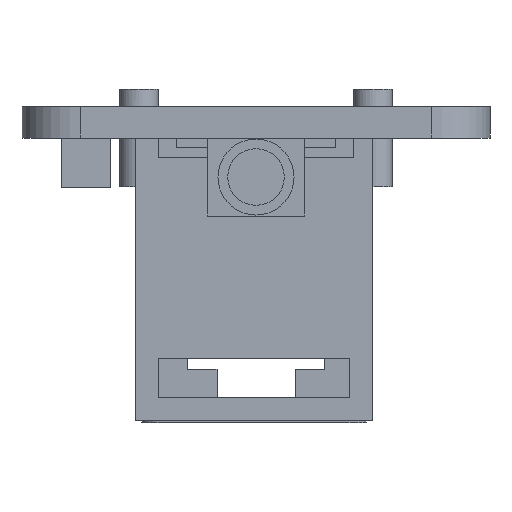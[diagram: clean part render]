
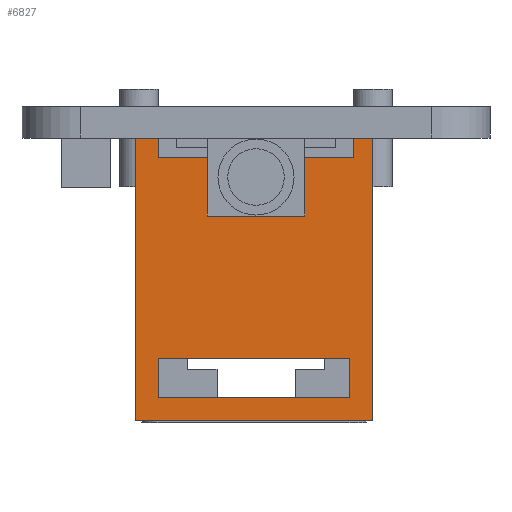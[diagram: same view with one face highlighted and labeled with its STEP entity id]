
A CAD part, left-side view. The second image highlights one B-rep face of the part: STEP entity #6827.
In plain terms, the highlighted planar face has unit normal (-1, 0, 0).
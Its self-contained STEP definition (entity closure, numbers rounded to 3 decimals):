
#5 = ORIENTED_EDGE ( 'NONE', *, *, #817, .F. ) ;
#46 = VERTEX_POINT ( 'NONE', #787 ) ;
#156 = LINE ( 'NONE', #3057, #5768 ) ;
#167 = ORIENTED_EDGE ( 'NONE', *, *, #4871, .F. ) ;
#189 = VERTEX_POINT ( 'NONE', #2047 ) ;
#329 = DIRECTION ( 'NONE',  ( 0., -1., 0. ) ) ;
#480 = CARTESIAN_POINT ( 'NONE',  ( 14.46, 5., -0.8 ) ) ;
#493 = LINE ( 'NONE', #4620, #6076 ) ;
#559 = VECTOR ( 'NONE', #1342, 1000. ) ;
#618 = ORIENTED_EDGE ( 'NONE', *, *, #2209, .T. ) ;
#771 = VECTOR ( 'NONE', #5894, 1000. ) ;
#787 = CARTESIAN_POINT ( 'NONE',  ( 14.46, -4.8, -12.1 ) ) ;
#808 = DIRECTION ( 'NONE',  ( 0., 0., -1. ) ) ;
#817 = EDGE_CURVE ( 'NONE', #3860, #3003, #5744, .T. ) ;
#831 = CARTESIAN_POINT ( 'NONE',  ( 14.46, 5., -1.8 ) ) ;
#971 = VERTEX_POINT ( 'NONE', #6926 ) ;
#974 = VERTEX_POINT ( 'NONE', #5329 ) ;
#1132 = DIRECTION ( 'NONE',  ( 0., 1., 0. ) ) ;
#1211 = CARTESIAN_POINT ( 'NONE',  ( 14.46, 6.2, -0.8 ) ) ;
#1217 = VERTEX_POINT ( 'NONE', #5018 ) ;
#1342 = DIRECTION ( 'NONE',  ( 0., -1., 0. ) ) ;
#1367 = DIRECTION ( 'NONE',  ( 0., -1., 0. ) ) ;
#1500 = EDGE_CURVE ( 'NONE', #1217, #46, #5989, .T. ) ;
#1573 = VERTEX_POINT ( 'NONE', #2445 ) ;
#1675 = VECTOR ( 'NONE', #3495, 1000. ) ;
#1762 = DIRECTION ( 'NONE',  ( 0., 0., 1. ) ) ;
#1877 = VECTOR ( 'NONE', #2674, 1000. ) ;
#1949 = CARTESIAN_POINT ( 'NONE',  ( 14.46, 5., -1.8 ) ) ;
#1979 = ORIENTED_EDGE ( 'NONE', *, *, #5749, .F. ) ;
#2023 = CARTESIAN_POINT ( 'NONE',  ( 14.46, 5., -14.1 ) ) ;
#2047 = CARTESIAN_POINT ( 'NONE',  ( 14.46, -5., -0.8 ) ) ;
#2103 = VECTOR ( 'NONE', #5531, 1000. ) ;
#2106 = VECTOR ( 'NONE', #5906, 1000. ) ;
#2107 = CARTESIAN_POINT ( 'NONE',  ( 14.46, 6.2, -0.8 ) ) ;
#2201 = LINE ( 'NONE', #6013, #4925 ) ;
#2209 = EDGE_CURVE ( 'NONE', #1573, #5698, #4751, .T. ) ;
#2218 = LINE ( 'NONE', #5354, #771 ) ;
#2445 = CARTESIAN_POINT ( 'NONE',  ( 14.46, 6.2, -15.3 ) ) ;
#2624 = FACE_OUTER_BOUND ( 'NONE', #3607, .T. ) ;
#2674 = DIRECTION ( 'NONE',  ( 0., 0., -1. ) ) ;
#2757 = CARTESIAN_POINT ( 'NONE',  ( 14.46, -6., -15.3 ) ) ;
#2871 = LINE ( 'NONE', #2107, #2106 ) ;
#2891 = DIRECTION ( 'NONE',  ( 0., 0., -1. ) ) ;
#2960 = CARTESIAN_POINT ( 'NONE',  ( 14.46, 5., -12.1 ) ) ;
#3003 = VERTEX_POINT ( 'NONE', #6346 ) ;
#3057 = CARTESIAN_POINT ( 'NONE',  ( 14.46, -5., -1.8 ) ) ;
#3084 = DIRECTION ( 'NONE',  ( 0., 0., 1. ) ) ;
#3341 = LINE ( 'NONE', #480, #1877 ) ;
#3423 = EDGE_CURVE ( 'NONE', #189, #974, #2871, .T. ) ;
#3495 = DIRECTION ( 'NONE',  ( 0., 0., 1. ) ) ;
#3511 = CARTESIAN_POINT ( 'NONE',  ( 14.46, 6.2, -0.8 ) ) ;
#3607 = EDGE_LOOP ( 'NONE', ( #5047, #5, #167, #5684, #6182, #618, #4541, #5098 ) ) ;
#3642 = LINE ( 'NONE', #3511, #559 ) ;
#3860 = VERTEX_POINT ( 'NONE', #831 ) ;
#3958 = EDGE_LOOP ( 'NONE', ( #4932, #6312, #6117, #1979 ) ) ;
#4083 = CARTESIAN_POINT ( 'NONE',  ( 14.46, 6.2, -15.3 ) ) ;
#4461 = PLANE ( 'NONE',  #6459 ) ;
#4541 = ORIENTED_EDGE ( 'NONE', *, *, #6304, .F. ) ;
#4556 = EDGE_CURVE ( 'NONE', #5174, #5519, #493, .T. ) ;
#4565 = VECTOR ( 'NONE', #1367, 1000. ) ;
#4620 = CARTESIAN_POINT ( 'NONE',  ( 14.46, 5., -14.1 ) ) ;
#4751 = LINE ( 'NONE', #4083, #4565 ) ;
#4755 = CARTESIAN_POINT ( 'NONE',  ( 14.46, 5., -0.8 ) ) ;
#4817 = EDGE_CURVE ( 'NONE', #5519, #1217, #2218, .T. ) ;
#4871 = EDGE_CURVE ( 'NONE', #6628, #3860, #3341, .T. ) ;
#4925 = VECTOR ( 'NONE', #1132, 1000. ) ;
#4932 = ORIENTED_EDGE ( 'NONE', *, *, #1500, .F. ) ;
#4983 = LINE ( 'NONE', #4994, #2103 ) ;
#4994 = CARTESIAN_POINT ( 'NONE',  ( 14.46, -6., -0.8 ) ) ;
#5007 = DIRECTION ( 'NONE',  ( -1., 0., 0. ) ) ;
#5018 = CARTESIAN_POINT ( 'NONE',  ( 14.46, -4.8, -14.1 ) ) ;
#5047 = ORIENTED_EDGE ( 'NONE', *, *, #5447, .F. ) ;
#5057 = CARTESIAN_POINT ( 'NONE',  ( 14.46, 6.2, -0.8 ) ) ;
#5098 = ORIENTED_EDGE ( 'NONE', *, *, #3423, .F. ) ;
#5174 = VERTEX_POINT ( 'NONE', #2960 ) ;
#5329 = CARTESIAN_POINT ( 'NONE',  ( 14.46, -6., -0.8 ) ) ;
#5354 = CARTESIAN_POINT ( 'NONE',  ( 14.46, -4.8, -14.1 ) ) ;
#5447 = EDGE_CURVE ( 'NONE', #3003, #189, #156, .T. ) ;
#5489 = FACE_BOUND ( 'NONE', #3958, .T. ) ;
#5519 = VERTEX_POINT ( 'NONE', #2023 ) ;
#5531 = DIRECTION ( 'NONE',  ( 0., 0., -1. ) ) ;
#5568 = VECTOR ( 'NONE', #329, 1000. ) ;
#5684 = ORIENTED_EDGE ( 'NONE', *, *, #6523, .F. ) ;
#5698 = VERTEX_POINT ( 'NONE', #2757 ) ;
#5744 = LINE ( 'NONE', #1949, #5568 ) ;
#5749 = EDGE_CURVE ( 'NONE', #46, #5174, #2201, .T. ) ;
#5768 = VECTOR ( 'NONE', #3084, 1000. ) ;
#5894 = DIRECTION ( 'NONE',  ( 0., -1., 0. ) ) ;
#5906 = DIRECTION ( 'NONE',  ( 0., -1., 0. ) ) ;
#5989 = LINE ( 'NONE', #6701, #1675 ) ;
#6013 = CARTESIAN_POINT ( 'NONE',  ( 14.46, -4.8, -12.1 ) ) ;
#6076 = VECTOR ( 'NONE', #808, 1000. ) ;
#6117 = ORIENTED_EDGE ( 'NONE', *, *, #4556, .F. ) ;
#6182 = ORIENTED_EDGE ( 'NONE', *, *, #6408, .T. ) ;
#6304 = EDGE_CURVE ( 'NONE', #974, #5698, #4983, .T. ) ;
#6312 = ORIENTED_EDGE ( 'NONE', *, *, #4817, .F. ) ;
#6346 = CARTESIAN_POINT ( 'NONE',  ( 14.46, -5., -1.8 ) ) ;
#6408 = EDGE_CURVE ( 'NONE', #971, #1573, #6819, .T. ) ;
#6459 = AXIS2_PLACEMENT_3D ( 'NONE', #1211, #5007, #1762 ) ;
#6523 = EDGE_CURVE ( 'NONE', #971, #6628, #3642, .T. ) ;
#6628 = VERTEX_POINT ( 'NONE', #4755 ) ;
#6649 = VECTOR ( 'NONE', #2891, 1000. ) ;
#6701 = CARTESIAN_POINT ( 'NONE',  ( 14.46, -4.8, -14.1 ) ) ;
#6819 = LINE ( 'NONE', #5057, #6649 ) ;
#6827 = ADVANCED_FACE ( 'NONE', ( #5489, #2624 ), #4461, .T. ) ;
#6926 = CARTESIAN_POINT ( 'NONE',  ( 14.46, 6.2, -0.8 ) ) ;
